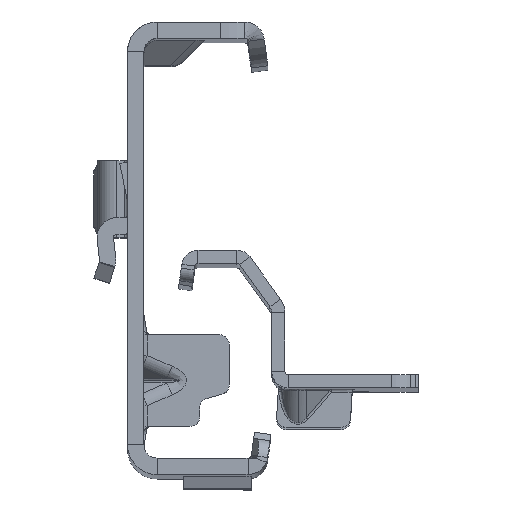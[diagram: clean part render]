
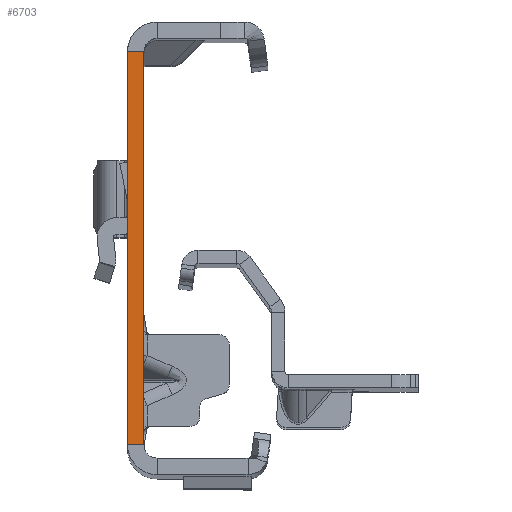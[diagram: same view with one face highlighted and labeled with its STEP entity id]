
A CAD part, top view. The second image highlights one B-rep face of the part: STEP entity #6703.
In plain terms, the highlighted planar face has unit normal (0, 0, 1).
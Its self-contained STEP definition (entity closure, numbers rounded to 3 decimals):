
#46 = PLANE ( 'NONE',  #11396 ) ;
#278 = CARTESIAN_POINT ( 'NONE',  ( 0., -30., 0. ) ) ;
#862 = CARTESIAN_POINT ( 'NONE',  ( -2.5, -30., 0. ) ) ;
#2853 = ORIENTED_EDGE ( 'NONE', *, *, #8663, .T. ) ;
#3103 = CARTESIAN_POINT ( 'NONE',  ( 0., -32., 0. ) ) ;
#3295 = VERTEX_POINT ( 'NONE', #6338 ) ;
#3385 = LINE ( 'NONE', #3103, #13111 ) ;
#4113 = DIRECTION ( 'NONE',  ( -1., 0., 0. ) ) ;
#4545 = DIRECTION ( 'NONE',  ( 1., 0., 0. ) ) ;
#5570 = LINE ( 'NONE', #12670, #13460 ) ;
#5606 = VECTOR ( 'NONE', #5942, 1000. ) ;
#5628 = CARTESIAN_POINT ( 'NONE',  ( -2.5, -32., 0. ) ) ;
#5779 = ORIENTED_EDGE ( 'NONE', *, *, #17481, .T. ) ;
#5924 = EDGE_CURVE ( 'NONE', #7589, #11212, #3385, .T. ) ;
#5942 = DIRECTION ( 'NONE',  ( 0., -1., 0. ) ) ;
#5988 = DIRECTION ( 'NONE',  ( -1., 0., 0. ) ) ;
#6338 = CARTESIAN_POINT ( 'NONE',  ( -2.5, 30., 0. ) ) ;
#6703 = ADVANCED_FACE ( 'NONE', ( #9357 ), #46, .T. ) ;
#7248 = LINE ( 'NONE', #8610, #16168 ) ;
#7558 = CARTESIAN_POINT ( 'NONE',  ( -2.5, -32., 0. ) ) ;
#7589 = VERTEX_POINT ( 'NONE', #15461 ) ;
#8582 = EDGE_CURVE ( 'NONE', #11212, #9150, #5570, .T. ) ;
#8610 = CARTESIAN_POINT ( 'NONE',  ( 0., 30., 0. ) ) ;
#8663 = EDGE_CURVE ( 'NONE', #3295, #9150, #14298, .T. ) ;
#8668 = DIRECTION ( 'NONE',  ( 0., -1., 0. ) ) ;
#9018 = EDGE_LOOP ( 'NONE', ( #14704, #5779, #2853, #12855 ) ) ;
#9150 = VERTEX_POINT ( 'NONE', #862 ) ;
#9357 = FACE_OUTER_BOUND ( 'NONE', #9018, .T. ) ;
#11212 = VERTEX_POINT ( 'NONE', #278 ) ;
#11396 = AXIS2_PLACEMENT_3D ( 'NONE', #5628, #16893, #4545 ) ;
#12670 = CARTESIAN_POINT ( 'NONE',  ( 0., -30., 0. ) ) ;
#12855 = ORIENTED_EDGE ( 'NONE', *, *, #8582, .F. ) ;
#13111 = VECTOR ( 'NONE', #8668, 1000. ) ;
#13460 = VECTOR ( 'NONE', #4113, 1000. ) ;
#14298 = LINE ( 'NONE', #7558, #5606 ) ;
#14704 = ORIENTED_EDGE ( 'NONE', *, *, #5924, .F. ) ;
#15461 = CARTESIAN_POINT ( 'NONE',  ( 0., 30., 0. ) ) ;
#16168 = VECTOR ( 'NONE', #5988, 1000. ) ;
#16893 = DIRECTION ( 'NONE',  ( 0., 0., 1. ) ) ;
#17481 = EDGE_CURVE ( 'NONE', #7589, #3295, #7248, .T. ) ;
